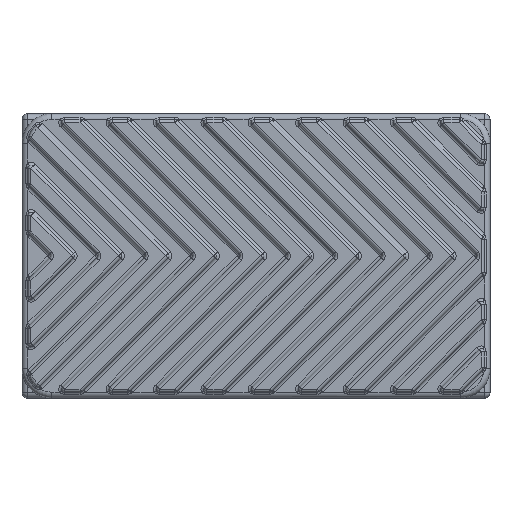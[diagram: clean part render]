
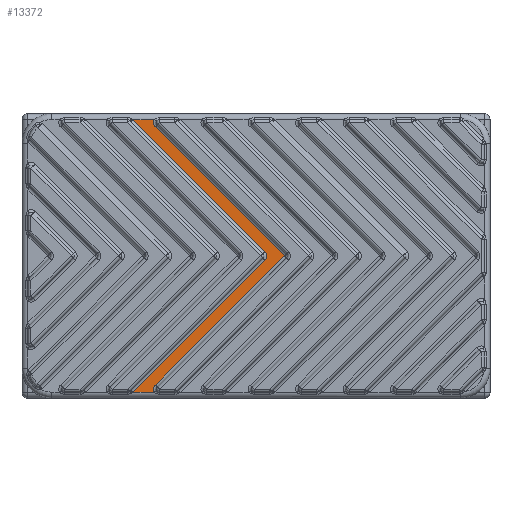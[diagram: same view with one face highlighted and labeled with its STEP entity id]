
A CAD part, top view. The second image highlights one B-rep face of the part: STEP entity #13372.
In plain terms, the highlighted planar face has unit normal (0, 0, 1).
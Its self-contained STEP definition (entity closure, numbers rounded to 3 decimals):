
#128=PLANE('',#14479);
#1019=FACE_OUTER_BOUND('',#1966,.T.);
#1966=EDGE_LOOP('',(#9205,#9206,#9207,#9208,#9209,#9210,#9211,#9212,#9213,
#9214));
#2875=LINE('',#21683,#3716);
#2876=LINE('',#21694,#3717);
#2902=LINE('',#22093,#3743);
#2904=LINE('',#22113,#3745);
#2908=LINE('',#22236,#3749);
#2909=LINE('',#22237,#3750);
#3716=VECTOR('',#16495,10.);
#3717=VECTOR('',#16508,10.);
#3743=VECTOR('',#16654,10.);
#3745=VECTOR('',#16666,10.);
#3749=VECTOR('',#16686,10.);
#3750=VECTOR('',#16687,0.5);
#4587=CIRCLE('',#14403,0.499);
#4622=CIRCLE('',#14464,0.499);
#4625=CIRCLE('',#14468,0.001);
#4629=CIRCLE('',#14474,0.499);
#5558=VERTEX_POINT('',#21676);
#5561=VERTEX_POINT('',#21681);
#5563=VERTEX_POINT('',#21686);
#5565=VERTEX_POINT('',#21692);
#5609=VERTEX_POINT('',#22081);
#5612=VERTEX_POINT('',#22086);
#5614=VERTEX_POINT('',#22091);
#5616=VERTEX_POINT('',#22105);
#5618=VERTEX_POINT('',#22111);
#5620=VERTEX_POINT('',#22117);
#6808=EDGE_CURVE('',#5561,#5558,#2875,.T.);
#6810=EDGE_CURVE('',#5563,#5561,#4587,.T.);
#6813=EDGE_CURVE('',#5565,#5563,#2876,.T.);
#6889=EDGE_CURVE('',#5612,#5609,#4622,.T.);
#6891=EDGE_CURVE('',#5614,#5612,#2902,.T.);
#6894=EDGE_CURVE('',#5616,#5614,#4625,.T.);
#6897=EDGE_CURVE('',#5618,#5616,#2904,.T.);
#6900=EDGE_CURVE('',#5620,#5618,#4629,.T.);
#6912=EDGE_CURVE('',#5609,#5565,#2908,.T.);
#6913=EDGE_CURVE('',#5558,#5620,#2909,.T.);
#9205=ORIENTED_EDGE('',*,*,#6813,.F.);
#9206=ORIENTED_EDGE('',*,*,#6912,.F.);
#9207=ORIENTED_EDGE('',*,*,#6889,.F.);
#9208=ORIENTED_EDGE('',*,*,#6891,.F.);
#9209=ORIENTED_EDGE('',*,*,#6894,.F.);
#9210=ORIENTED_EDGE('',*,*,#6897,.F.);
#9211=ORIENTED_EDGE('',*,*,#6900,.F.);
#9212=ORIENTED_EDGE('',*,*,#6913,.F.);
#9213=ORIENTED_EDGE('',*,*,#6808,.F.);
#9214=ORIENTED_EDGE('',*,*,#6810,.F.);
#13372=ADVANCED_FACE('',(#1019),#128,.F.);
#14403=AXIS2_PLACEMENT_3D('',#21688,#16500,#16501);
#14464=AXIS2_PLACEMENT_3D('',#22088,#16648,#16649);
#14468=AXIS2_PLACEMENT_3D('',#22107,#16658,#16659);
#14474=AXIS2_PLACEMENT_3D('',#22119,#16672,#16673);
#14479=AXIS2_PLACEMENT_3D('',#22235,#16684,#16685);
#16495=DIRECTION('',(-0.707,0.707,0.));
#16500=DIRECTION('center_axis',(0.,0.,
1.));
#16501=DIRECTION('ref_axis',(1.,0.,0.));
#16508=DIRECTION('',(0.707,0.707,0.));
#16648=DIRECTION('center_axis',(0.,0.,
1.));
#16649=DIRECTION('ref_axis',(-0.924,-0.383,0.));
#16654=DIRECTION('',(-0.707,-0.707,0.));
#16658=DIRECTION('center_axis',(0.,0.,
-1.));
#16659=DIRECTION('ref_axis',(1.,0.,0.));
#16666=DIRECTION('',(0.707,-0.707,0.));
#16672=DIRECTION('center_axis',(0.,0.,
1.));
#16673=DIRECTION('ref_axis',(-0.924,0.383,0.));
#16684=DIRECTION('center_axis',(0.,0.,
-1.));
#16685=DIRECTION('ref_axis',(-1.,0.,0.));
#16686=DIRECTION('',(-1.,0.,0.));
#16687=DIRECTION('',(1.,0.,0.));
#21676=CARTESIAN_POINT('',(36.437,-3.796,12.588));
#21681=CARTESIAN_POINT('',(47.584,-14.943,12.588));
#21683=CARTESIAN_POINT('',(48.636,-15.995,12.588));
#21686=CARTESIAN_POINT('',(47.584,-15.648,12.588));
#21688=CARTESIAN_POINT('Origin',(47.231,-15.296,12.588));
#21692=CARTESIAN_POINT('',(36.437,-26.796,12.588));
#21694=CARTESIAN_POINT('',(40.761,-22.472,12.588));
#22081=CARTESIAN_POINT('',(38.256,-26.796,12.588));
#22086=CARTESIAN_POINT('',(38.335,-26.193,12.588));
#22088=CARTESIAN_POINT('Origin',(38.688,-26.546,12.588));
#22091=CARTESIAN_POINT('',(49.232,-15.296,12.588));
#22093=CARTESIAN_POINT('',(47.658,-16.87,12.588));
#22105=CARTESIAN_POINT('',(49.232,-15.295,12.588));
#22107=CARTESIAN_POINT('Origin',(49.231,-15.296,12.588));
#22111=CARTESIAN_POINT('',(38.335,-4.398,12.588));
#22113=CARTESIAN_POINT('',(44.033,-10.097,12.588));
#22117=CARTESIAN_POINT('',(38.256,-3.796,12.588));
#22119=CARTESIAN_POINT('Origin',(38.688,-4.046,12.588));
#22235=CARTESIAN_POINT('Origin',(46.834,-19.546,12.588));
#22236=CARTESIAN_POINT('',(46.834,-26.796,12.588));
#22237=CARTESIAN_POINT('',(46.834,-3.796,12.588));
